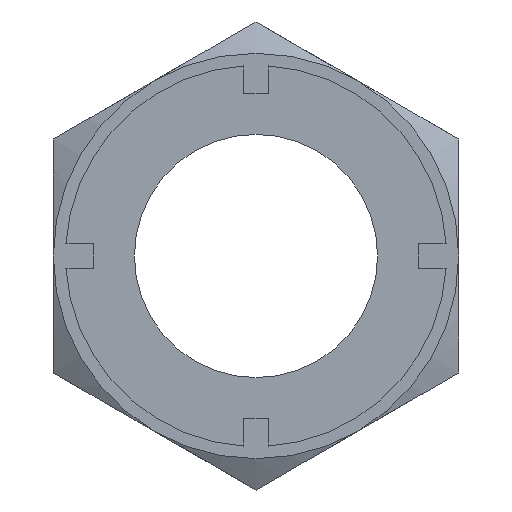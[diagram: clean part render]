
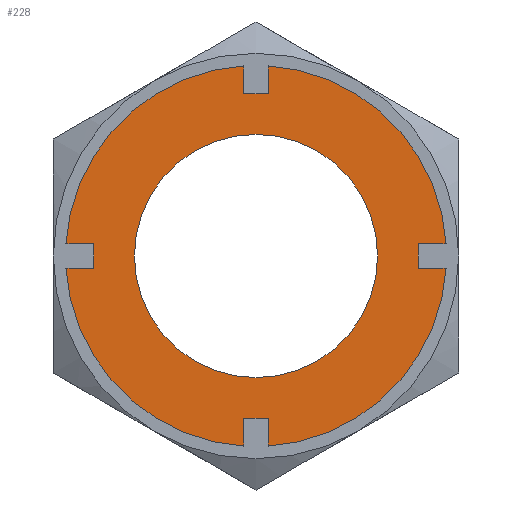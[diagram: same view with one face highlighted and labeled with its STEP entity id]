
A CAD part, left-side view. The second image highlights one B-rep face of the part: STEP entity #228.
In plain terms, the highlighted planar face has unit normal (-1, 0, 0).
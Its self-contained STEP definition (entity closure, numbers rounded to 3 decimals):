
#226=EDGE_CURVE('',#322,#264,#636,.T.);
#228=ADVANCED_FACE('',(#638,#639),#640,.T.);
#234=EDGE_CURVE('',#528,#306,#648,.T.);
#240=EDGE_CURVE('',#332,#508,#655,.T.);
#250=EDGE_CURVE('',#560,#360,#667,.T.);
#254=EDGE_CURVE('',#264,#300,#671,.T.);
#264=VERTEX_POINT('',#682);
#272=EDGE_CURVE('',#410,#484,#691,.T.);
#300=VERTEX_POINT('',#725);
#306=VERTEX_POINT('',#731);
#314=EDGE_CURVE('',#332,#322,#739,.T.);
#322=VERTEX_POINT('',#749);
#332=VERTEX_POINT('',#759);
#338=EDGE_CURVE('',#390,#342,#765,.T.);
#342=VERTEX_POINT('',#769);
#350=EDGE_CURVE('',#342,#360,#777,.T.);
#360=VERTEX_POINT('',#789);
#372=EDGE_CURVE('',#410,#390,#805,.T.);
#382=EDGE_CURVE('',#480,#300,#815,.T.);
#390=VERTEX_POINT('',#824);
#410=VERTEX_POINT('',#845);
#418=VERTEX_POINT('',#853);
#424=EDGE_CURVE('',#418,#484,#859,.T.);
#428=EDGE_CURVE('',#470,#418,#863,.T.);
#470=VERTEX_POINT('',#909);
#476=EDGE_CURVE('',#480,#470,#915,.T.);
#480=VERTEX_POINT('',#919);
#484=VERTEX_POINT('',#923);
#488=EDGE_CURVE('',#536,#502,#928,.T.);
#496=EDGE_CURVE('',#502,#508,#936,.T.);
#502=VERTEX_POINT('',#944);
#508=VERTEX_POINT('',#950);
#514=EDGE_CURVE('',#560,#536,#956,.T.);
#528=VERTEX_POINT('',#971);
#536=VERTEX_POINT('',#979);
#560=VERTEX_POINT('',#1007);
#598=EDGE_CURVE('',#306,#528,#1047,.T.);
#636=LINE('',#1078,#1079);
#638=FACE_BOUND('',#1081,.T.);
#639=FACE_OUTER_BOUND('',#1082,.T.);
#640=PLANE('',#1083);
#648=CIRCLE('',#1102,15.0);
#655=CIRCLE('',#1109,23.5);
#667=CIRCLE('',#1134,23.5);
#671=LINE('',#1139,#1140);
#682=CARTESIAN_POINT('',(-33.0,20.0,-1.5));
#691=CIRCLE('',#1175,23.5);
#725=CARTESIAN_POINT('',(-33.,23.452,-1.5));
#731=CARTESIAN_POINT('',(-33.,-15.,0.));
#739=LINE('',#1242,#1243);
#749=CARTESIAN_POINT('',(-33.0,20.0,1.5));
#759=CARTESIAN_POINT('',(-33.,23.452,1.5));
#765=LINE('',#1284,#1285);
#769=CARTESIAN_POINT('',(-33.0,-20.0,1.5));
#777=LINE('',#1304,#1305);
#789=CARTESIAN_POINT('',(-33.,-23.452,1.5));
#805=LINE('',#1348,#1349);
#815=CIRCLE('',#1362,23.5);
#824=CARTESIAN_POINT('',(-33.0,-20.0,-1.5));
#845=CARTESIAN_POINT('',(-33.,-23.452,-1.5));
#853=CARTESIAN_POINT('',(-33.0,-1.5,-20.));
#859=LINE('',#1449,#1450);
#863=LINE('',#1465,#1466);
#909=CARTESIAN_POINT('',(-33.0,1.5,-20.));
#915=LINE('',#1569,#1570);
#919=CARTESIAN_POINT('',(-33.,1.5,-23.452));
#923=CARTESIAN_POINT('',(-33.,-1.5,-23.452));
#928=LINE('',#1596,#1597);
#936=LINE('',#1610,#1611);
#944=CARTESIAN_POINT('',(-33.0,1.5,20.0));
#950=CARTESIAN_POINT('',(-33.,1.5,23.452));
#956=LINE('',#1647,#1648);
#971=CARTESIAN_POINT('',(-33.,15.,0.));
#979=CARTESIAN_POINT('',(-33.0,-1.5,20.0));
#1007=CARTESIAN_POINT('',(-33.,-1.5,23.452));
#1047=CIRCLE('',#1842,15.0);
#1078=CARTESIAN_POINT('',(-33.,20.0,-0.75));
#1079=VECTOR('',#1881,1.0);
#1081=EDGE_LOOP('',(#1883,#1884));
#1082=EDGE_LOOP('',(#1885,#1886,#1887,#1888,#1889,#1890,#1891,#1892,#1893,#1894,#1895,#1896,#1897,#1898,#1899,#1900));
#1083=AXIS2_PLACEMENT_3D('',#1901,#1902,#1903);
#1102=AXIS2_PLACEMENT_3D('',#1916,#1917,#1918);
#1109=AXIS2_PLACEMENT_3D('',#1930,#1931,#1932);
#1134=AXIS2_PLACEMENT_3D('',#1952,#1953,#1954);
#1139=CARTESIAN_POINT('',(-33.,21.375,-1.5));
#1140=VECTOR('',#1955,1.0);
#1175=AXIS2_PLACEMENT_3D('',#1975,#1976,#1977);
#1242=CARTESIAN_POINT('',(-33.,19.625,1.5));
#1243=VECTOR('',#2036,1.0);
#1284=CARTESIAN_POINT('',(-33.,-20.0,0.75));
#1285=VECTOR('',#2054,1.0);
#1304=CARTESIAN_POINT('',(-33.,-2.125,1.5));
#1305=VECTOR('',#2058,1.0);
#1348=CARTESIAN_POINT('',(-33.,-0.375,-1.5));
#1349=VECTOR('',#2118,1.0);
#1362=AXIS2_PLACEMENT_3D('',#2120,#2121,#2122);
#1449=CARTESIAN_POINT('',(-33.,-1.5,-11.75));
#1450=VECTOR('',#2152,1.0);
#1465=CARTESIAN_POINT('',(-33.,8.875,-20.));
#1466=VECTOR('',#2153,1.0);
#1569=CARTESIAN_POINT('',(-33.,1.5,-10.0));
#1570=VECTOR('',#2188,1.0);
#1596=CARTESIAN_POINT('',(-33.,10.375,20.0));
#1597=VECTOR('',#2197,1.0);
#1610=CARTESIAN_POINT('',(-33.,1.5,11.75));
#1611=VECTOR('',#2200,1.0);
#1647=CARTESIAN_POINT('',(-33.,-1.5,10.));
#1648=VECTOR('',#2220,1.0);
#1842=AXIS2_PLACEMENT_3D('',#2307,#2308,#2309);
#1881=DIRECTION('',(0.0,0.0,-1.0));
#1883=ORIENTED_EDGE('',*,*,#234,.T.);
#1884=ORIENTED_EDGE('',*,*,#598,.T.);
#1885=ORIENTED_EDGE('',*,*,#514,.T.);
#1886=ORIENTED_EDGE('',*,*,#488,.T.);
#1887=ORIENTED_EDGE('',*,*,#496,.T.);
#1888=ORIENTED_EDGE('',*,*,#240,.F.);
#1889=ORIENTED_EDGE('',*,*,#314,.T.);
#1890=ORIENTED_EDGE('',*,*,#226,.T.);
#1891=ORIENTED_EDGE('',*,*,#254,.T.);
#1892=ORIENTED_EDGE('',*,*,#382,.F.);
#1893=ORIENTED_EDGE('',*,*,#476,.T.);
#1894=ORIENTED_EDGE('',*,*,#428,.T.);
#1895=ORIENTED_EDGE('',*,*,#424,.T.);
#1896=ORIENTED_EDGE('',*,*,#272,.F.);
#1897=ORIENTED_EDGE('',*,*,#372,.T.);
#1898=ORIENTED_EDGE('',*,*,#338,.T.);
#1899=ORIENTED_EDGE('',*,*,#350,.T.);
#1900=ORIENTED_EDGE('',*,*,#250,.F.);
#1901=CARTESIAN_POINT('',(-33.,19.25,0.));
#1902=DIRECTION('',(-1.0,0.0,0.0));
#1903=DIRECTION('',(0.0,-1.0,0.));
#1916=CARTESIAN_POINT('',(-33.,0.,0.));
#1917=DIRECTION('',(1.0,0.0,-0.0));
#1918=DIRECTION('',(0.0,1.0,0.));
#1930=CARTESIAN_POINT('',(-33.,0.,0.));
#1931=DIRECTION('',(1.0,0.0,-0.0));
#1932=DIRECTION('',(0.0,1.0,0.));
#1952=CARTESIAN_POINT('',(-33.,0.,0.));
#1953=DIRECTION('',(1.0,0.0,-0.0));
#1954=DIRECTION('',(0.0,1.0,0.));
#1955=DIRECTION('',(0.0,1.0,0.0));
#1975=CARTESIAN_POINT('',(-33.,0.,0.));
#1976=DIRECTION('',(1.0,0.0,-0.0));
#1977=DIRECTION('',(0.0,1.0,0.));
#2036=DIRECTION('',(0.0,-1.0,0.0));
#2054=DIRECTION('',(0.0,0.0,1.0));
#2058=DIRECTION('',(0.0,-1.0,0.0));
#2118=DIRECTION('',(0.0,1.0,0.0));
#2120=CARTESIAN_POINT('',(-33.,0.,0.));
#2121=DIRECTION('',(1.0,0.0,-0.0));
#2122=DIRECTION('',(0.0,1.0,0.));
#2152=DIRECTION('',(0.0,0.0,-1.0));
#2153=DIRECTION('',(0.0,-1.0,0.0));
#2188=DIRECTION('',(0.0,0.0,1.0));
#2197=DIRECTION('',(0.0,1.0,0.0));
#2200=DIRECTION('',(0.0,0.0,1.0));
#2220=DIRECTION('',(0.0,0.0,-1.0));
#2307=CARTESIAN_POINT('',(-33.,0.,0.));
#2308=DIRECTION('',(1.0,0.0,-0.0));
#2309=DIRECTION('',(0.0,1.0,0.));
